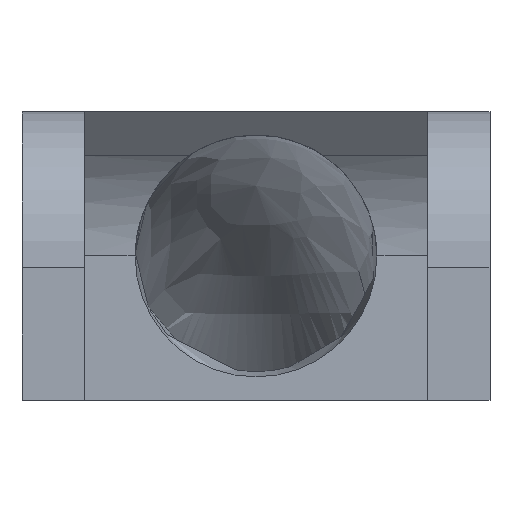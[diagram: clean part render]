
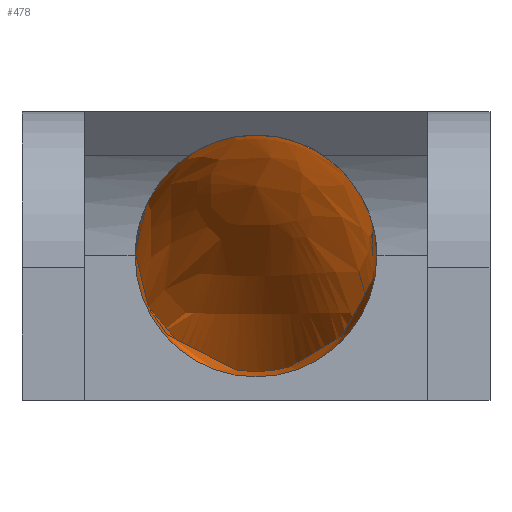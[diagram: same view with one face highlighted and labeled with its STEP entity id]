
A CAD part, front view. The second image highlights one B-rep face of the part: STEP entity #478.
In plain terms, the highlighted free-form (B-spline) face has degree [2, 2] with [9, 3] control points.
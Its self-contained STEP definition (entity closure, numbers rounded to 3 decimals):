
#15=(
BOUNDED_SURFACE()
B_SPLINE_SURFACE(2,2,((#844,#845,#846),(#847,#848,#849),(#850,#851,#852),
(#853,#854,#855),(#856,#857,#858),(#859,#860,#861),(#862,#863,#864),(#865,
#866,#867),(#868,#869,#870)),.UNSPECIFIED.,.T.,.F.,.F.)
B_SPLINE_SURFACE_WITH_KNOTS((3,2,2,2,3),(3,3),(-3.142,-1.571,
0.,1.571,3.142),(0.,1.301),.UNSPECIFIED.)
GEOMETRIC_REPRESENTATION_ITEM()
RATIONAL_B_SPLINE_SURFACE(((1.,0.796,1.),(0.707,
0.563,0.707),(1.,0.796,1.),(0.707,
0.563,0.707),(1.,0.796,1.),(0.707,
0.563,0.707),(1.,0.796,1.),(0.707,
0.563,0.707),(1.,0.796,1.)))
REPRESENTATION_ITEM('')
SURFACE()
);
#17=B_SPLINE_CURVE_WITH_KNOTS('',3,(#763,#764,#765,#766,#767,#768,#769,
#770,#771,#772,#773,#774,#775,#776,#777,#778,#779,#780,#781,#782,#783,#784,
#785,#786,#787,#788,#789,#790,#791,#792,#793,#794,#795,#796,#797,#798,#799,
#800,#801,#802,#803),.UNSPECIFIED.,.T.,.F.,(4,3,2,2,2,2,2,2,2,2,2,2,2,2,
2,2,2,2,2,4),(1.316,1.328,1.453,1.565,
1.63,1.664,1.686,1.712,1.774,
1.878,2.024,2.125,2.209,2.278,
2.336,2.39,2.445,2.509,2.583,
2.644),.UNSPECIFIED.);
#49=CIRCLE('',#526,1.55);
#51=CIRCLE('',#531,7.064);
#52=CIRCLE('',#532,1.55);
#72=FACE_OUTER_BOUND('',#102,.T.);
#102=EDGE_LOOP('',(#396,#397,#398,#399,#400));
#232=VERTEX_POINT('',#762);
#235=VERTEX_POINT('',#811);
#237=VERTEX_POINT('',#821);
#285=EDGE_CURVE('',#232,#232,#17,.T.);
#290=EDGE_CURVE('',#237,#235,#49,.T.);
#299=EDGE_CURVE('',#235,#232,#51,.T.);
#300=EDGE_CURVE('',#237,#235,#52,.T.);
#396=ORIENTED_EDGE('',*,*,#285,.F.);
#397=ORIENTED_EDGE('',*,*,#299,.F.);
#398=ORIENTED_EDGE('',*,*,#300,.F.);
#399=ORIENTED_EDGE('',*,*,#290,.T.);
#400=ORIENTED_EDGE('',*,*,#299,.T.);
#478=ADVANCED_FACE('',(#72),#15,.F.);
#526=AXIS2_PLACEMENT_3D('',#822,#626,#627);
#531=AXIS2_PLACEMENT_3D('',#871,#641,#642);
#532=AXIS2_PLACEMENT_3D('',#872,#643,#644);
#626=DIRECTION('center_axis',(0.,-1.,0.));
#627=DIRECTION('ref_axis',(1.,0.,0.));
#641=DIRECTION('center_axis',(-1.,0.,0.));
#642=DIRECTION('ref_axis',(0.,-0.122,0.993));
#643=DIRECTION('center_axis',(0.,1.,0.));
#644=DIRECTION('ref_axis',(1.,0.,0.));
#762=CARTESIAN_POINT('',(-1.55,1.685,0.15));
#763=CARTESIAN_POINT('Ctrl Pts',(-1.55,1.685,0.15));
#764=CARTESIAN_POINT('Ctrl Pts',(-1.55,1.645,0.15));
#765=CARTESIAN_POINT('Ctrl Pts',(-1.549,1.605,0.15));
#766=CARTESIAN_POINT('Ctrl Pts',(-1.548,1.565,0.15));
#767=CARTESIAN_POINT('Ctrl Pts',(-1.533,1.147,0.15));
#768=CARTESIAN_POINT('Ctrl Pts',(-1.44,0.719,0.15));
#769=CARTESIAN_POINT('Ctrl Pts',(-1.156,-0.038,
0.15));
#770=CARTESIAN_POINT('Ctrl Pts',(-0.98,-0.365,0.15));
#771=CARTESIAN_POINT('Ctrl Pts',(-0.682,-0.764,
0.15));
#772=CARTESIAN_POINT('Ctrl Pts',(-0.545,-0.916,
0.15));
#773=CARTESIAN_POINT('Ctrl Pts',(-0.31,-1.075,0.15));
#774=CARTESIAN_POINT('Ctrl Pts',(-0.222,-1.119,0.15));
#775=CARTESIAN_POINT('Ctrl Pts',(-0.063,-1.155,
0.15));
#776=CARTESIAN_POINT('Ctrl Pts',(0.002,-1.159,
0.15));
#777=CARTESIAN_POINT('Ctrl Pts',(0.148,-1.141,0.15));
#778=CARTESIAN_POINT('Ctrl Pts',(0.225,-1.115,0.15));
#779=CARTESIAN_POINT('Ctrl Pts',(0.469,-0.987,0.15));
#780=CARTESIAN_POINT('Ctrl Pts',(0.614,-0.837,0.15));
#781=CARTESIAN_POINT('Ctrl Pts',(0.885,-0.509,0.15));
#782=CARTESIAN_POINT('Ctrl Pts',(1.05,-0.238,0.15));
#783=CARTESIAN_POINT('Ctrl Pts',(1.381,0.503,0.15));
#784=CARTESIAN_POINT('Ctrl Pts',(1.528,1.023,0.15));
#785=CARTESIAN_POINT('Ctrl Pts',(1.561,1.936,0.15));
#786=CARTESIAN_POINT('Ctrl Pts',(1.513,2.285,0.15));
#787=CARTESIAN_POINT('Ctrl Pts',(1.317,2.848,0.15));
#788=CARTESIAN_POINT('Ctrl Pts',(1.19,3.07,0.15));
#789=CARTESIAN_POINT('Ctrl Pts',(0.904,3.398,0.15));
#790=CARTESIAN_POINT('Ctrl Pts',(0.749,3.523,0.15));
#791=CARTESIAN_POINT('Ctrl Pts',(0.417,3.687,0.15));
#792=CARTESIAN_POINT('Ctrl Pts',(0.252,3.734,0.15));
#793=CARTESIAN_POINT('Ctrl Pts',(-0.082,3.755,0.15));
#794=CARTESIAN_POINT('Ctrl Pts',(-0.245,3.734,0.15));
#795=CARTESIAN_POINT('Ctrl Pts',(-0.563,3.627,0.15));
#796=CARTESIAN_POINT('Ctrl Pts',(-0.713,3.542,0.15));
#797=CARTESIAN_POINT('Ctrl Pts',(-1.001,3.304,0.15));
#798=CARTESIAN_POINT('Ctrl Pts',(-1.13,3.148,0.15));
#799=CARTESIAN_POINT('Ctrl Pts',(-1.355,2.763,0.15));
#800=CARTESIAN_POINT('Ctrl Pts',(-1.439,2.53,0.15));
#801=CARTESIAN_POINT('Ctrl Pts',(-1.531,2.09,0.15));
#802=CARTESIAN_POINT('Ctrl Pts',(-1.55,1.887,0.15));
#803=CARTESIAN_POINT('Ctrl Pts',(-1.55,1.685,0.15));
#811=CARTESIAN_POINT('',(-1.55,-4.,2.));
#821=CARTESIAN_POINT('',(1.55,-4.,2.));
#822=CARTESIAN_POINT('Origin',(0.,-4.,2.));
#844=CARTESIAN_POINT('Ctrl Pts',(-1.55,-4.,2.));
#845=CARTESIAN_POINT('Ctrl Pts',(-1.55,1.333,2.656));
#846=CARTESIAN_POINT('Ctrl Pts',(-1.55,3.389,-2.308));
#847=CARTESIAN_POINT('Ctrl Pts',(-1.55,-4.,3.55));
#848=CARTESIAN_POINT('Ctrl Pts',(-1.55,2.512,4.206));
#849=CARTESIAN_POINT('Ctrl Pts',(-1.55,4.882,-1.894));
#850=CARTESIAN_POINT('Ctrl Pts',(0.,-4.,3.55));
#851=CARTESIAN_POINT('Ctrl Pts',(0.,2.512,
4.206));
#852=CARTESIAN_POINT('Ctrl Pts',(0.,4.882,
-1.894));
#853=CARTESIAN_POINT('Ctrl Pts',(1.55,-4.,3.55));
#854=CARTESIAN_POINT('Ctrl Pts',(1.55,2.512,4.206));
#855=CARTESIAN_POINT('Ctrl Pts',(1.55,4.882,-1.894));
#856=CARTESIAN_POINT('Ctrl Pts',(1.55,-4.,2.));
#857=CARTESIAN_POINT('Ctrl Pts',(1.55,1.333,2.656));
#858=CARTESIAN_POINT('Ctrl Pts',(1.55,3.389,-2.308));
#859=CARTESIAN_POINT('Ctrl Pts',(1.55,-4.,0.45));
#860=CARTESIAN_POINT('Ctrl Pts',(1.55,0.154,1.106));
#861=CARTESIAN_POINT('Ctrl Pts',(1.55,1.895,-2.722));
#862=CARTESIAN_POINT('Ctrl Pts',(0.,-4.,0.45));
#863=CARTESIAN_POINT('Ctrl Pts',(0.,0.154,
1.106));
#864=CARTESIAN_POINT('Ctrl Pts',(0.,1.895,
-2.722));
#865=CARTESIAN_POINT('Ctrl Pts',(-1.55,-4.,0.45));
#866=CARTESIAN_POINT('Ctrl Pts',(-1.55,0.154,1.106));
#867=CARTESIAN_POINT('Ctrl Pts',(-1.55,1.895,-2.722));
#868=CARTESIAN_POINT('Ctrl Pts',(-1.55,-4.,2.));
#869=CARTESIAN_POINT('Ctrl Pts',(-1.55,1.333,2.656));
#870=CARTESIAN_POINT('Ctrl Pts',(-1.55,3.389,-2.308));
#871=CARTESIAN_POINT('Origin',(-1.55,-3.138,-5.011));
#872=CARTESIAN_POINT('Origin',(0.,-4.,2.));
